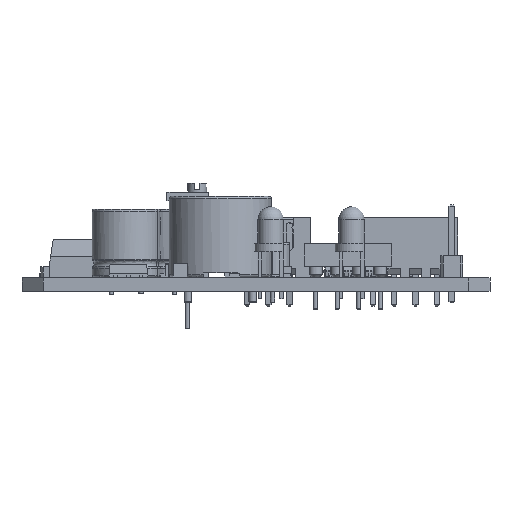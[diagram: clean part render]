
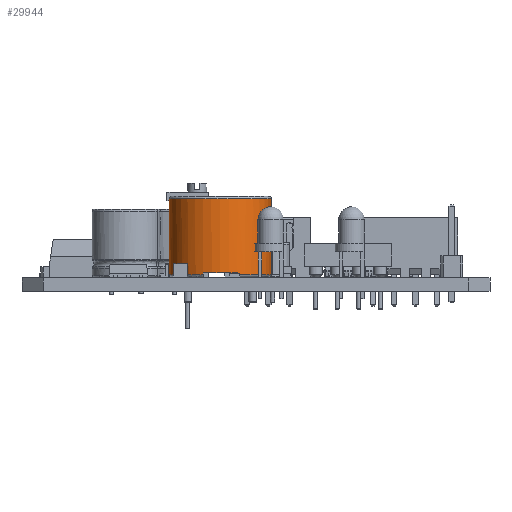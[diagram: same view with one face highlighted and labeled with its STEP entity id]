
A CAD part, front view. The second image highlights one B-rep face of the part: STEP entity #29944.
In plain terms, the highlighted cylindrical face has radius 6 mm (diameter 12 mm), a full revolution.
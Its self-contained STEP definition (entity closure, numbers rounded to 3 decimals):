
#29944 = ADVANCED_FACE('',(#29945),#30040,.T.);
#29945 = FACE_BOUND('',#29946,.T.);
#29946 = EDGE_LOOP('',(#29947,#29957,#29966,#29974,#29983,#29991,#30000,
    #30008,#30017,#30025,#30032,#30033));
#29947 = ORIENTED_EDGE('',*,*,#29948,.F.);
#29948 = EDGE_CURVE('',#29949,#29951,#29953,.T.);
#29949 = VERTEX_POINT('',#29950);
#29950 = CARTESIAN_POINT('',(5.8,5.657,0.53));
#29951 = VERTEX_POINT('',#29952);
#29952 = CARTESIAN_POINT('',(5.8,5.657,0.33));
#29953 = LINE('',#29954,#29955);
#29954 = CARTESIAN_POINT('',(5.8,5.657,0.03));
#29955 = VECTOR('',#29956,1.);
#29956 = DIRECTION('',(-0.,-0.,-1.));
#29957 = ORIENTED_EDGE('',*,*,#29958,.F.);
#29958 = EDGE_CURVE('',#29959,#29949,#29961,.T.);
#29959 = VERTEX_POINT('',#29960);
#29960 = CARTESIAN_POINT('',(1.8,5.657,0.53));
#29961 = CIRCLE('',#29962,6.);
#29962 = AXIS2_PLACEMENT_3D('',#29963,#29964,#29965);
#29963 = CARTESIAN_POINT('',(3.8,0.,0.53));
#29964 = DIRECTION('',(0.,0.,-1.));
#29965 = DIRECTION('',(1.,0.,0.));
#29966 = ORIENTED_EDGE('',*,*,#29967,.T.);
#29967 = EDGE_CURVE('',#29959,#29968,#29970,.T.);
#29968 = VERTEX_POINT('',#29969);
#29969 = CARTESIAN_POINT('',(1.8,5.657,0.33));
#29970 = LINE('',#29971,#29972);
#29971 = CARTESIAN_POINT('',(1.8,5.657,0.03));
#29972 = VECTOR('',#29973,1.);
#29973 = DIRECTION('',(-0.,-0.,-1.));
#29974 = ORIENTED_EDGE('',*,*,#29975,.T.);
#29975 = EDGE_CURVE('',#29968,#29976,#29978,.T.);
#29976 = VERTEX_POINT('',#29977);
#29977 = CARTESIAN_POINT('',(1.8,-5.657,0.33));
#29978 = CIRCLE('',#29979,6.);
#29979 = AXIS2_PLACEMENT_3D('',#29980,#29981,#29982);
#29980 = CARTESIAN_POINT('',(3.8,0.,0.33));
#29981 = DIRECTION('',(0.,0.,1.));
#29982 = DIRECTION('',(1.,0.,0.));
#29983 = ORIENTED_EDGE('',*,*,#29984,.F.);
#29984 = EDGE_CURVE('',#29985,#29976,#29987,.T.);
#29985 = VERTEX_POINT('',#29986);
#29986 = CARTESIAN_POINT('',(1.8,-5.657,0.53));
#29987 = LINE('',#29988,#29989);
#29988 = CARTESIAN_POINT('',(1.8,-5.657,0.03));
#29989 = VECTOR('',#29990,1.);
#29990 = DIRECTION('',(-0.,-0.,-1.));
#29991 = ORIENTED_EDGE('',*,*,#29992,.F.);
#29992 = EDGE_CURVE('',#29993,#29985,#29995,.T.);
#29993 = VERTEX_POINT('',#29994);
#29994 = CARTESIAN_POINT('',(5.8,-5.657,0.53));
#29995 = CIRCLE('',#29996,6.);
#29996 = AXIS2_PLACEMENT_3D('',#29997,#29998,#29999);
#29997 = CARTESIAN_POINT('',(3.8,0.,0.53));
#29998 = DIRECTION('',(0.,0.,-1.));
#29999 = DIRECTION('',(1.,0.,0.));
#30000 = ORIENTED_EDGE('',*,*,#30001,.T.);
#30001 = EDGE_CURVE('',#29993,#30002,#30004,.T.);
#30002 = VERTEX_POINT('',#30003);
#30003 = CARTESIAN_POINT('',(5.8,-5.657,0.33));
#30004 = LINE('',#30005,#30006);
#30005 = CARTESIAN_POINT('',(5.8,-5.657,0.03));
#30006 = VECTOR('',#30007,1.);
#30007 = DIRECTION('',(-0.,-0.,-1.));
#30008 = ORIENTED_EDGE('',*,*,#30009,.T.);
#30009 = EDGE_CURVE('',#30002,#30010,#30012,.T.);
#30010 = VERTEX_POINT('',#30011);
#30011 = CARTESIAN_POINT('',(9.8,0.,0.33));
#30012 = CIRCLE('',#30013,6.);
#30013 = AXIS2_PLACEMENT_3D('',#30014,#30015,#30016);
#30014 = CARTESIAN_POINT('',(3.8,0.,0.33));
#30015 = DIRECTION('',(0.,0.,1.));
#30016 = DIRECTION('',(1.,0.,0.));
#30017 = ORIENTED_EDGE('',*,*,#30018,.T.);
#30018 = EDGE_CURVE('',#30010,#30019,#30021,.T.);
#30019 = VERTEX_POINT('',#30020);
#30020 = CARTESIAN_POINT('',(9.8,0.,9.23));
#30021 = LINE('',#30022,#30023);
#30022 = CARTESIAN_POINT('',(9.8,0.,0.03));
#30023 = VECTOR('',#30024,1.);
#30024 = DIRECTION('',(0.,0.,1.));
#30025 = ORIENTED_EDGE('',*,*,#30026,.F.);
#30026 = EDGE_CURVE('',#30019,#30019,#30027,.T.);
#30027 = CIRCLE('',#30028,6.);
#30028 = AXIS2_PLACEMENT_3D('',#30029,#30030,#30031);
#30029 = CARTESIAN_POINT('',(3.8,0.,9.23));
#30030 = DIRECTION('',(0.,0.,1.));
#30031 = DIRECTION('',(1.,0.,0.));
#30032 = ORIENTED_EDGE('',*,*,#30018,.F.);
#30033 = ORIENTED_EDGE('',*,*,#30034,.T.);
#30034 = EDGE_CURVE('',#30010,#29951,#30035,.T.);
#30035 = CIRCLE('',#30036,6.);
#30036 = AXIS2_PLACEMENT_3D('',#30037,#30038,#30039);
#30037 = CARTESIAN_POINT('',(3.8,0.,0.33));
#30038 = DIRECTION('',(0.,0.,1.));
#30039 = DIRECTION('',(1.,0.,0.));
#30040 = CYLINDRICAL_SURFACE('',#30041,6.);
#30041 = AXIS2_PLACEMENT_3D('',#30042,#30043,#30044);
#30042 = CARTESIAN_POINT('',(3.8,0.,0.03));
#30043 = DIRECTION('',(-0.,-0.,-1.));
#30044 = DIRECTION('',(1.,0.,0.));
